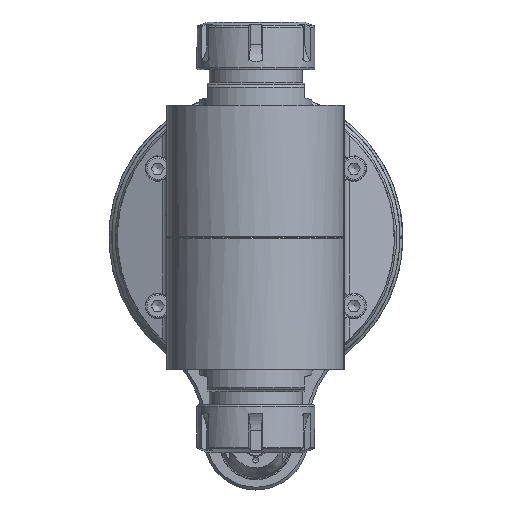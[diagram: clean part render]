
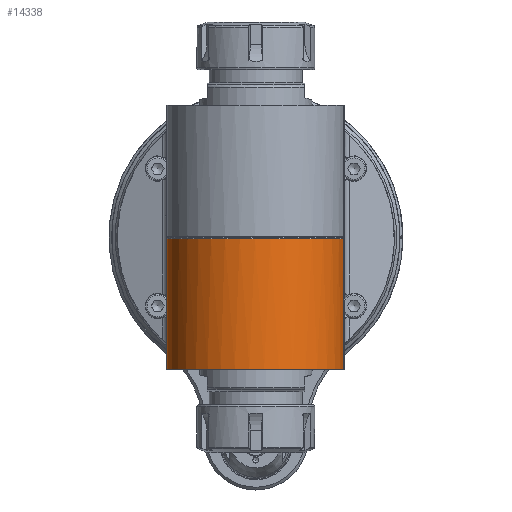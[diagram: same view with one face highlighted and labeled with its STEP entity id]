
A CAD part, front view. The second image highlights one B-rep face of the part: STEP entity #14338.
In plain terms, the highlighted cylindrical face has radius 47.5 mm (diameter 95 mm), a partial arc.
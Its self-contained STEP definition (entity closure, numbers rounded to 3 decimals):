
#507=B_SPLINE_CURVE_WITH_KNOTS('',3,(#23251,#23252,#23253,#23254),
 .UNSPECIFIED.,.F.,.F.,(4,4),(-2.389,-2.158),
 .UNSPECIFIED.);
#770=LINE('',#22116,#1741);
#783=LINE('',#22282,#1754);
#1741=VECTOR('',#17117,69.834);
#1754=VECTOR('',#17166,70.089);
#2698=CYLINDRICAL_SURFACE('',#15456,47.5);
#3199=FACE_OUTER_BOUND('',#4094,.T.);
#4094=EDGE_LOOP('',(#10414,#10415,#10416,#10417,#10418));
#4898=CIRCLE('',#15191,47.5);
#5004=CIRCLE('',#15457,47.5);
#5816=VERTEX_POINT('',#22113);
#5817=VERTEX_POINT('',#22115);
#5857=VERTEX_POINT('',#22279);
#5858=VERTEX_POINT('',#22281);
#6040=VERTEX_POINT('',#23250);
#7283=EDGE_CURVE('',#5817,#5816,#770,.T.);
#7330=EDGE_CURVE('',#5857,#5858,#783,.T.);
#7334=EDGE_CURVE('',#5858,#5816,#4898,.T.);
#7662=EDGE_CURVE('',#5857,#6040,#507,.T.);
#7663=EDGE_CURVE('',#5817,#6040,#5004,.T.);
#10414=ORIENTED_EDGE('',*,*,#7662,.T.);
#10415=ORIENTED_EDGE('',*,*,#7663,.F.);
#10416=ORIENTED_EDGE('',*,*,#7283,.T.);
#10417=ORIENTED_EDGE('',*,*,#7334,.F.);
#10418=ORIENTED_EDGE('',*,*,#7330,.F.);
#14338=ADVANCED_FACE('',(#3199),#2698,.T.);
#15191=AXIS2_PLACEMENT_3D('',#22293,#17170,#17171);
#15456=AXIS2_PLACEMENT_3D('',#23249,#17831,#17832);
#15457=AXIS2_PLACEMENT_3D('',#23255,#17833,#17834);
#17117=DIRECTION('',(0.,1.,0.));
#17166=DIRECTION('',(0.,1.,0.));
#17170=DIRECTION('center_axis',(0.,1.,0.));
#17171=DIRECTION('ref_axis',(0.145,0.,0.989));
#17831=DIRECTION('center_axis',(0.,1.,0.));
#17832=DIRECTION('ref_axis',(0.997,0.,-0.073));
#17833=DIRECTION('center_axis',(0.,-1.,0.));
#17834=DIRECTION('ref_axis',(1.,0.,0.));
#22113=CARTESIAN_POINT('',(93.,70.5,-47.5));
#22115=CARTESIAN_POINT('',(93.,0.666,-47.5));
#22116=CARTESIAN_POINT('',(93.,0.666,-47.5));
#22279=CARTESIAN_POINT('',(99.874,0.411,47.));
#22281=CARTESIAN_POINT('',(99.874,70.5,47.));
#22282=CARTESIAN_POINT('',(99.874,0.411,47.));
#22293=CARTESIAN_POINT('Origin',(93.,70.5,0.));
#23249=CARTESIAN_POINT('Origin',(93.,-84.6,0.));
#23250=CARTESIAN_POINT('',(102.063,0.666,46.627));
#23251=CARTESIAN_POINT('Ctrl Pts',(99.874,0.411,47.));
#23252=CARTESIAN_POINT('Ctrl Pts',(100.582,0.573,46.896));
#23253=CARTESIAN_POINT('Ctrl Pts',(101.309,0.666,46.774));
#23254=CARTESIAN_POINT('Ctrl Pts',(102.063,0.666,46.627));
#23255=CARTESIAN_POINT('Origin',(93.,0.666,0.));
